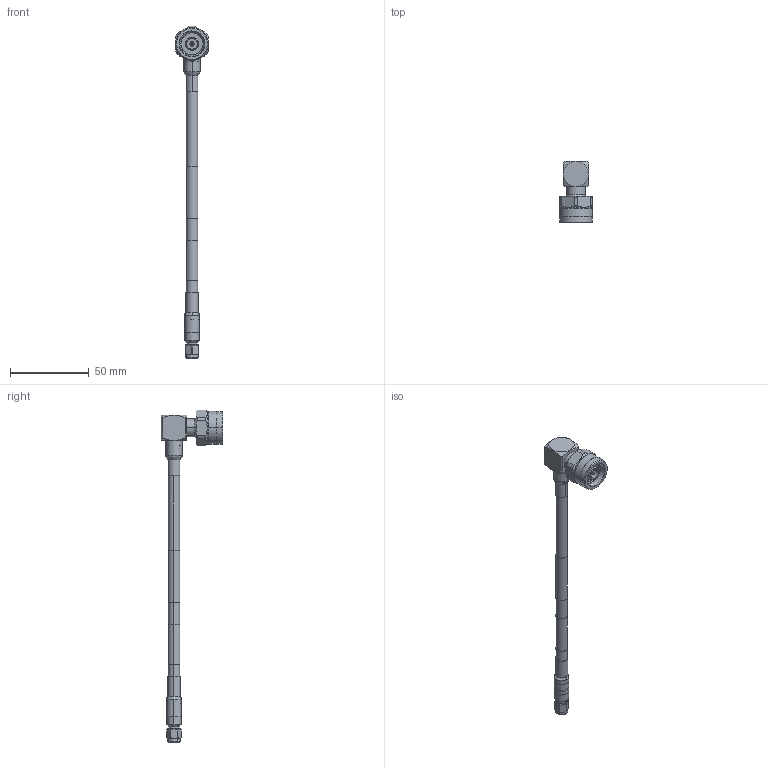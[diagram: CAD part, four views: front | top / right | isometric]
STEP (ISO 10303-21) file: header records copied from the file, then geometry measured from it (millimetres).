
FILE_DESCRIPTION (( 'STEP AP214' ), '1' );
FILE_NAME ('LCCA31041.step', '2022-10-04T19:18:50', ( '' ), ( '' ), 'SwSTEP 2.0', 'SolidWorks 2021', '' );
FILE_SCHEMA (( 'AUTOMOTIVE_DESIGN' ));
Length unit declared in the file: inch
Products named in the file (4): TC-250-NM-RA-LP-LC^LCCA31041; TC-250-SM-LP^LCCA31041_Heat Shrink; LCCA31041;  SPP-250-LLPL ^LCCA31041_SPP-250-LLPL
Assembly tree (3 placements, depth 2):
  LCCA31041
     SPP-250-LLPL ^LCCA31041_SPP-250-LLPL
    TC-250-NM-RA-LP-LC^LCCA31041
    TC-250-SM-LP^LCCA31041_Heat Shrink
Bounding box: 20.92 x 39.19 x 210.29 mm (x, y, z)
Volume: 15900 mm3; surface area: 12386.3 mm2
Topology: 7 solids, 7 shells, 310 faces, 741 edges, 468 vertices
Faces by surface type: cylinder 136, plane 79, cone 65, bspline 28, torus 2
Entity records: 15535 total; most frequent: CARTESIAN_POINT 8324, ORIENTED_EDGE 1482, DIRECTION 1407, EDGE_CURVE 741, AXIS2_PLACEMENT_3D 581, VERTEX_POINT 468, EDGE_LOOP 343, FACE_OUTER_BOUND 310
